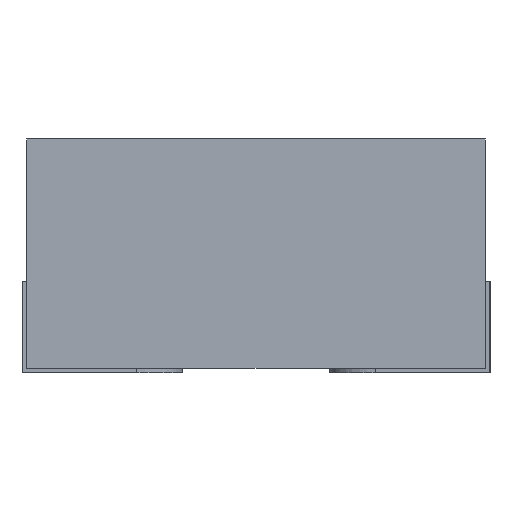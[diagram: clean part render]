
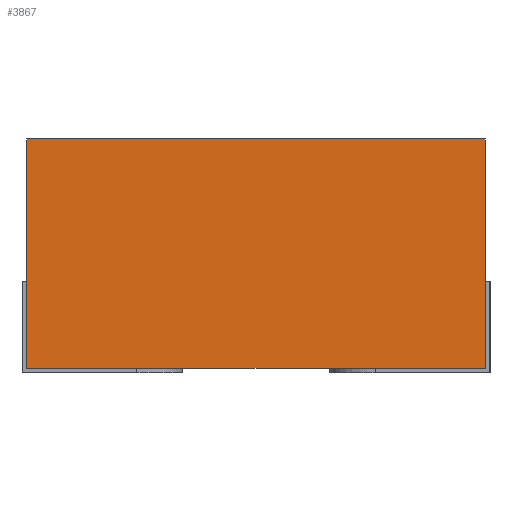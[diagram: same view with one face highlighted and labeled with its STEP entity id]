
A CAD part, left-side view. The second image highlights one B-rep face of the part: STEP entity #3867.
In plain terms, the highlighted planar face has unit normal (-1, 0, 0).
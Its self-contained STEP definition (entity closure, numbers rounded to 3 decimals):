
#89 = DIRECTION ( 'NONE',  ( 0., -1., 0. ) ) ;
#118 = CARTESIAN_POINT ( 'NONE',  ( -1.25, -0.5, 0.51 ) ) ;
#182 = ORIENTED_EDGE ( 'NONE', *, *, #3607, .T. ) ;
#299 = CARTESIAN_POINT ( 'NONE',  ( -1.25, 0.5, 0.01 ) ) ;
#742 = EDGE_CURVE ( 'NONE', #2677, #5175, #5964, .T. ) ;
#860 = CARTESIAN_POINT ( 'NONE',  ( -1.25, -0.5, 0.51 ) ) ;
#1068 = VERTEX_POINT ( 'NONE', #3221 ) ;
#1441 = DIRECTION ( 'NONE',  ( 0., -1., 0. ) ) ;
#1906 = CARTESIAN_POINT ( 'NONE',  ( -1.25, -0.5, 0.51 ) ) ;
#1945 = VECTOR ( 'NONE', #5762, 1000. ) ;
#2106 = VECTOR ( 'NONE', #3637, 1000. ) ;
#2358 = ORIENTED_EDGE ( 'NONE', *, *, #3576, .T. ) ;
#2507 = CARTESIAN_POINT ( 'NONE',  ( -1.25, -0.5, 0.51 ) ) ;
#2677 = VERTEX_POINT ( 'NONE', #118 ) ;
#2973 = FACE_OUTER_BOUND ( 'NONE', #5363, .T. ) ;
#3068 = VERTEX_POINT ( 'NONE', #299 ) ;
#3221 = CARTESIAN_POINT ( 'NONE',  ( -1.25, 0.5, 0.51 ) ) ;
#3374 = CARTESIAN_POINT ( 'NONE',  ( -1.25, -0.5, 0.01 ) ) ;
#3480 = ORIENTED_EDGE ( 'NONE', *, *, #742, .F. ) ;
#3576 = EDGE_CURVE ( 'NONE', #3068, #5175, #5662, .T. ) ;
#3607 = EDGE_CURVE ( 'NONE', #1068, #3068, #5887, .T. ) ;
#3637 = DIRECTION ( 'NONE',  ( 0., 0., -1. ) ) ;
#3646 = VECTOR ( 'NONE', #1441, 1000. ) ;
#3867 = ADVANCED_FACE ( 'NONE', ( #2973 ), #4314, .F. ) ;
#3922 = DIRECTION ( 'NONE',  ( 1., 0., 0. ) ) ;
#3988 = CARTESIAN_POINT ( 'NONE',  ( -1.25, 0.5, 0.51 ) ) ;
#4314 = PLANE ( 'NONE',  #5375 ) ;
#4338 = ORIENTED_EDGE ( 'NONE', *, *, #4357, .F. ) ;
#4357 = EDGE_CURVE ( 'NONE', #1068, #2677, #5144, .T. ) ;
#4864 = CARTESIAN_POINT ( 'NONE',  ( -1.25, -0.5, 0.01 ) ) ;
#4991 = VECTOR ( 'NONE', #89, 1000. ) ;
#5144 = LINE ( 'NONE', #1906, #3646 ) ;
#5175 = VERTEX_POINT ( 'NONE', #4864 ) ;
#5363 = EDGE_LOOP ( 'NONE', ( #2358, #3480, #4338, #182 ) ) ;
#5375 = AXIS2_PLACEMENT_3D ( 'NONE', #2507, #3922, #5877 ) ;
#5662 = LINE ( 'NONE', #3374, #4991 ) ;
#5762 = DIRECTION ( 'NONE',  ( 0., 0., -1. ) ) ;
#5877 = DIRECTION ( 'NONE',  ( 0., 0., 1. ) ) ;
#5887 = LINE ( 'NONE', #3988, #1945 ) ;
#5964 = LINE ( 'NONE', #860, #2106 ) ;
